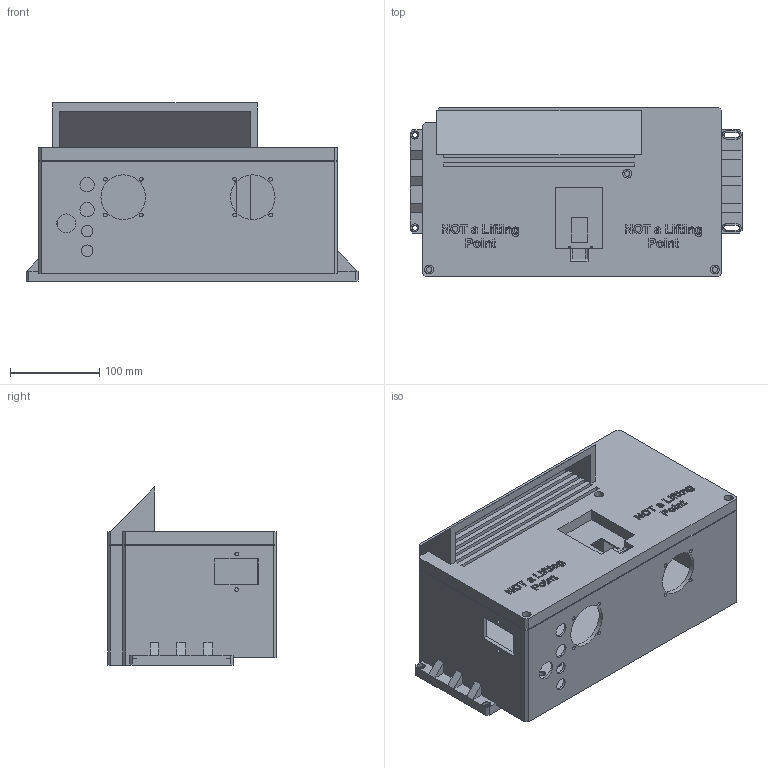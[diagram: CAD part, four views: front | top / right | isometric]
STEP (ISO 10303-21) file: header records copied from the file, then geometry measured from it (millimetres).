
FILE_DESCRIPTION(/* description */ (''),/* implementation_level */ '2;1');
FILE_NAME(/* name */ 'DMC2-Mini-Power-Supply-and-VFD-Enclosure.step',/* time_stamp */ '2025-06-26T15:24:12-05:00',/* author */ (''),/* organization */ (''),/* preprocessor_version */ 'ST-DEVELOPER v20.1',/* originating_system */ 'Autodesk Translation Framework v14.10.0.0',/* authorisation */ '');
FILE_SCHEMA (('AUTOMOTIVE_DESIGN { 1 0 10303 214 3 1 1 }'));
Length unit declared in the file: millimetre
Products named in the file (1): Enclosure-on-the-back
Bounding box: 372 x 189 x 199.6 mm (x, y, z)
Volume: 2647005 mm3; surface area: 617432.1 mm2
Topology: 2 solids, 2 shells, 838 faces, 2271 edges, 1504 vertices
Faces by surface type: plane 454, bspline 302, cylinder 67, cone 15
Full cylindrical faces by diameter (mm): 4.2 x16, 5 x4, 5.2 x4, 5.5 x2, 6 x3, 6.2 x3, 6.4 x6, 9 x6, 10 x3, 13 x2, 16 x2, 21 x1, 50 x3
Entity records: 29144 total; most frequent: CARTESIAN_POINT 9748, ORIENTED_EDGE 4542, DIRECTION 2890, EDGE_CURVE 2271, LINE 1518, VECTOR 1518, VERTEX_POINT 1504, EDGE_LOOP 999
